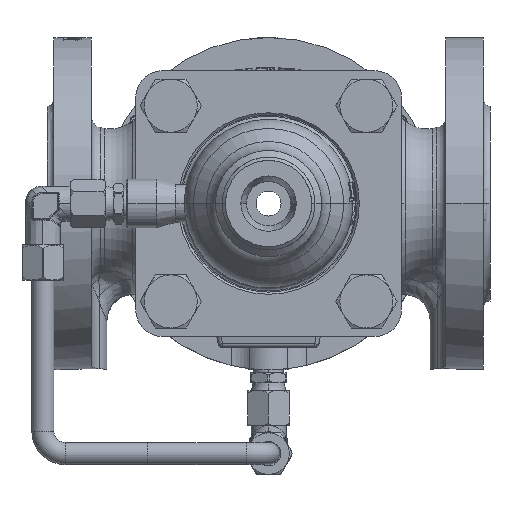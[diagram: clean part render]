
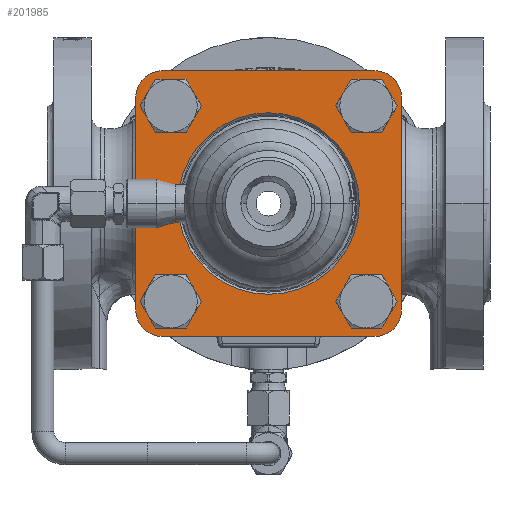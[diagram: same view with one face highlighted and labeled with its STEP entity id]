
A CAD part, front view. The second image highlights one B-rep face of the part: STEP entity #201985.
In plain terms, the highlighted planar face has unit normal (0, -1, 0).
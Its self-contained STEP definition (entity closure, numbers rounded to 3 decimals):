
#175377=CARTESIAN_POINT('',(-48.,125.,48.));
#175378=DIRECTION('',(0.,1.,0.));
#175379=DIRECTION('',(-1.,0.,0.));
#175380=AXIS2_PLACEMENT_3D('',#175377,#175378,#175379);
#175382=DIRECTION('',(1.,0.,0.));
#175383=VECTOR('',#175382,96.);
#175384=CARTESIAN_POINT('',(-48.,125.,60.));
#175385=LINE('',#175384,#175383);
#175386=CARTESIAN_POINT('',(48.,125.,48.));
#175387=DIRECTION('',(0.,1.,0.));
#175388=DIRECTION('',(0.,0.,1.));
#175389=AXIS2_PLACEMENT_3D('',#175386,#175387,#175388);
#175391=DIRECTION('',(0.,0.,-1.));
#175392=VECTOR('',#175391,96.);
#175393=CARTESIAN_POINT('',(60.,125.,48.));
#175394=LINE('',#175393,#175392);
#175395=CARTESIAN_POINT('',(48.,125.,-48.));
#175396=DIRECTION('',(0.,1.,0.));
#175397=DIRECTION('',(1.,0.,0.));
#175398=AXIS2_PLACEMENT_3D('',#175395,#175396,#175397);
#175400=DIRECTION('',(-1.,0.,0.));
#175401=VECTOR('',#175400,96.);
#175402=CARTESIAN_POINT('',(48.,125.,-60.));
#175403=LINE('',#175402,#175401);
#175404=CARTESIAN_POINT('',(-48.,125.,-48.));
#175405=DIRECTION('',(0.,1.,0.));
#175406=DIRECTION('',(0.,0.,-1.));
#175407=AXIS2_PLACEMENT_3D('',#175404,#175405,#175406);
#175409=DIRECTION('',(0.,0.,1.));
#175410=VECTOR('',#175409,96.);
#175411=CARTESIAN_POINT('',(-60.,125.,-48.));
#175412=LINE('',#175411,#175410);
#175413=CARTESIAN_POINT('',(44.194,125.,-44.194));
#175414=DIRECTION('',(0.,-1.,0.));
#175415=DIRECTION('',(-1.,0.,0.));
#175416=AXIS2_PLACEMENT_3D('',#175413,#175414,#175415);
#175418=CARTESIAN_POINT('',(44.194,125.,-44.194));
#175419=DIRECTION('',(0.,-1.,0.));
#175420=DIRECTION('',(1.,0.,0.));
#175421=AXIS2_PLACEMENT_3D('',#175418,#175419,#175420);
#175423=CARTESIAN_POINT('',(-44.194,125.,44.194));
#175424=DIRECTION('',(0.,-1.,0.));
#175425=DIRECTION('',(-1.,0.,0.));
#175426=AXIS2_PLACEMENT_3D('',#175423,#175424,#175425);
#175428=CARTESIAN_POINT('',(-44.194,125.,44.194));
#175429=DIRECTION('',(0.,-1.,0.));
#175430=DIRECTION('',(1.,0.,0.));
#175431=AXIS2_PLACEMENT_3D('',#175428,#175429,#175430);
#175433=CARTESIAN_POINT('',(-44.194,125.,-44.194));
#175434=DIRECTION('',(0.,-1.,0.));
#175435=DIRECTION('',(-1.,0.,0.));
#175436=AXIS2_PLACEMENT_3D('',#175433,#175434,#175435);
#175438=CARTESIAN_POINT('',(-44.194,125.,-44.194));
#175439=DIRECTION('',(0.,-1.,0.));
#175440=DIRECTION('',(1.,0.,0.));
#175441=AXIS2_PLACEMENT_3D('',#175438,#175439,#175440);
#175443=CARTESIAN_POINT('',(44.194,125.,44.194));
#175444=DIRECTION('',(0.,-1.,0.));
#175445=DIRECTION('',(-1.,0.,0.));
#175446=AXIS2_PLACEMENT_3D('',#175443,#175444,#175445);
#175448=CARTESIAN_POINT('',(44.194,125.,44.194));
#175449=DIRECTION('',(0.,-1.,0.));
#175450=DIRECTION('',(1.,0.,0.));
#175451=AXIS2_PLACEMENT_3D('',#175448,#175449,#175450);
#175453=CARTESIAN_POINT('',(0.,125.,
0.));
#175454=DIRECTION('',(0.,-1.,0.));
#175455=DIRECTION('',(-1.,0.,0.));
#175456=AXIS2_PLACEMENT_3D('',#175453,#175454,#175455);
#175458=CARTESIAN_POINT('',(0.,125.,
0.));
#175459=DIRECTION('',(0.,-1.,0.));
#175460=DIRECTION('',(0.,0.,-1.));
#175461=AXIS2_PLACEMENT_3D('',#175458,#175459,#175460);
#175463=CARTESIAN_POINT('',(0.,125.,
0.));
#175464=DIRECTION('',(0.,-1.,0.));
#175465=DIRECTION('',(1.,0.,0.));
#175466=AXIS2_PLACEMENT_3D('',#175463,#175464,#175465);
#175468=CARTESIAN_POINT('',(0.,125.,
0.));
#175469=DIRECTION('',(0.,-1.,0.));
#175470=DIRECTION('',(0.,0.,1.));
#175471=AXIS2_PLACEMENT_3D('',#175468,#175469,#175470);
#195696=CARTESIAN_POINT('',(53.194,125.,44.194));
#195697=VERTEX_POINT('',#195696);
#195698=CARTESIAN_POINT('',(35.194,125.,44.194));
#195699=VERTEX_POINT('',#195698);
#195700=CARTESIAN_POINT('',(-60.,125.,48.));
#195701=CARTESIAN_POINT('',(-48.,125.,60.));
#195702=VERTEX_POINT('',#195700);
#195703=VERTEX_POINT('',#195701);
#195704=CARTESIAN_POINT('',(48.,125.,60.));
#195705=VERTEX_POINT('',#195704);
#195706=CARTESIAN_POINT('',(60.,125.,48.));
#195707=VERTEX_POINT('',#195706);
#195708=CARTESIAN_POINT('',(60.,125.,-48.));
#195709=VERTEX_POINT('',#195708);
#195710=CARTESIAN_POINT('',(48.,125.,-60.));
#195711=VERTEX_POINT('',#195710);
#195712=CARTESIAN_POINT('',(-48.,125.,-60.));
#195713=VERTEX_POINT('',#195712);
#195714=CARTESIAN_POINT('',(-60.,125.,-48.));
#195715=VERTEX_POINT('',#195714);
#195716=CARTESIAN_POINT('',(35.194,125.,-44.194));
#195717=CARTESIAN_POINT('',(53.194,125.,-44.194));
#195718=VERTEX_POINT('',#195716);
#195719=VERTEX_POINT('',#195717);
#195720=CARTESIAN_POINT('',(-53.194,125.,44.194));
#195721=CARTESIAN_POINT('',(-35.194,125.,44.194));
#195722=VERTEX_POINT('',#195720);
#195723=VERTEX_POINT('',#195721);
#195724=CARTESIAN_POINT('',(-53.194,125.,-44.194));
#195725=CARTESIAN_POINT('',(-35.194,125.,-44.194));
#195726=VERTEX_POINT('',#195724);
#195727=VERTEX_POINT('',#195725);
#195728=CARTESIAN_POINT('',(0.,125.,
-41.));
#195729=CARTESIAN_POINT('',(41.,125.,
0.));
#195730=VERTEX_POINT('',#195728);
#195731=VERTEX_POINT('',#195729);
#195732=CARTESIAN_POINT('',(-41.,125.,
0.));
#195733=VERTEX_POINT('',#195732);
#195734=CARTESIAN_POINT('',(0.,125.,
41.));
#195735=VERTEX_POINT('',#195734);
#201936=CARTESIAN_POINT('',(0.,125.,0.));
#201937=DIRECTION('',(0.,-1.,0.));
#201938=DIRECTION('',(1.,0.,0.));
#201939=AXIS2_PLACEMENT_3D('',#201936,#201937,#201938);
#201940=PLANE('',#201939);
#201941=ORIENTED_EDGE('',*,*,#201832,.T.);
#201942=ORIENTED_EDGE('',*,*,#201847,.T.);
#201943=ORIENTED_EDGE('',*,*,#201861,.T.);
#201944=ORIENTED_EDGE('',*,*,#201875,.T.);
#201945=ORIENTED_EDGE('',*,*,#201889,.T.);
#201946=ORIENTED_EDGE('',*,*,#201903,.T.);
#201947=ORIENTED_EDGE('',*,*,#201917,.T.);
#201948=ORIENTED_EDGE('',*,*,#201930,.T.);
#201949=EDGE_LOOP('',(#201941,#201942,#201943,#201944,#201945,#201946,#201947,
#201948));
#201950=FACE_OUTER_BOUND('',#201949,.F.);
#201952=ORIENTED_EDGE('',*,*,#201951,.T.);
#201954=ORIENTED_EDGE('',*,*,#201953,.T.);
#201955=EDGE_LOOP('',(#201952,#201954));
#201956=FACE_BOUND('',#201955,.F.);
#201958=ORIENTED_EDGE('',*,*,#201957,.T.);
#201960=ORIENTED_EDGE('',*,*,#201959,.T.);
#201961=EDGE_LOOP('',(#201958,#201960));
#201962=FACE_BOUND('',#201961,.F.);
#201964=ORIENTED_EDGE('',*,*,#201963,.T.);
#201966=ORIENTED_EDGE('',*,*,#201965,.T.);
#201967=EDGE_LOOP('',(#201964,#201966));
#201968=FACE_BOUND('',#201967,.F.);
#201970=ORIENTED_EDGE('',*,*,#201969,.T.);
#201972=ORIENTED_EDGE('',*,*,#201971,.T.);
#201973=EDGE_LOOP('',(#201970,#201972));
#201974=FACE_BOUND('',#201973,.F.);
#201976=ORIENTED_EDGE('',*,*,#201975,.T.);
#201978=ORIENTED_EDGE('',*,*,#201977,.T.);
#201980=ORIENTED_EDGE('',*,*,#201979,.T.);
#201982=ORIENTED_EDGE('',*,*,#201981,.T.);
#201983=EDGE_LOOP('',(#201976,#201978,#201980,#201982));
#201984=FACE_BOUND('',#201983,.F.);
#201985=ADVANCED_FACE('',(#201950,#201956,#201962,#201968,#201974,#201984),
#201940,.T.);
#175381=CIRCLE('',#175380,12.);
#175390=CIRCLE('',#175389,12.);
#175399=CIRCLE('',#175398,12.);
#175408=CIRCLE('',#175407,12.);
#175417=CIRCLE('',#175416,9.);
#175422=CIRCLE('',#175421,9.);
#175427=CIRCLE('',#175426,9.);
#175432=CIRCLE('',#175431,9.);
#175437=CIRCLE('',#175436,9.);
#175442=CIRCLE('',#175441,9.);
#175447=CIRCLE('',#175446,9.);
#175452=CIRCLE('',#175451,9.);
#175457=CIRCLE('',#175456,41.);
#175462=CIRCLE('',#175461,41.);
#175467=CIRCLE('',#175466,41.);
#175472=CIRCLE('',#175471,41.);
#201832=EDGE_CURVE('',#195702,#195703,#175381,.T.);
#201847=EDGE_CURVE('',#195703,#195705,#175385,.T.);
#201861=EDGE_CURVE('',#195705,#195707,#175390,.T.);
#201875=EDGE_CURVE('',#195707,#195709,#175394,.T.);
#201889=EDGE_CURVE('',#195709,#195711,#175399,.T.);
#201903=EDGE_CURVE('',#195711,#195713,#175403,.T.);
#201917=EDGE_CURVE('',#195713,#195715,#175408,.T.);
#201930=EDGE_CURVE('',#195715,#195702,#175412,.T.);
#201951=EDGE_CURVE('',#195718,#195719,#175417,.T.);
#201953=EDGE_CURVE('',#195719,#195718,#175422,.T.);
#201957=EDGE_CURVE('',#195722,#195723,#175427,.T.);
#201959=EDGE_CURVE('',#195723,#195722,#175432,.T.);
#201963=EDGE_CURVE('',#195726,#195727,#175437,.T.);
#201965=EDGE_CURVE('',#195727,#195726,#175442,.T.);
#201969=EDGE_CURVE('',#195699,#195697,#175447,.T.);
#201971=EDGE_CURVE('',#195697,#195699,#175452,.T.);
#201975=EDGE_CURVE('',#195733,#195730,#175457,.T.);
#201977=EDGE_CURVE('',#195730,#195731,#175462,.T.);
#201979=EDGE_CURVE('',#195731,#195735,#175467,.T.);
#201981=EDGE_CURVE('',#195735,#195733,#175472,.T.);
